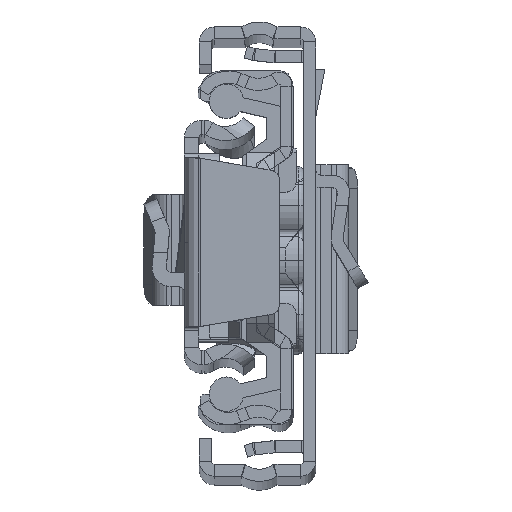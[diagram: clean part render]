
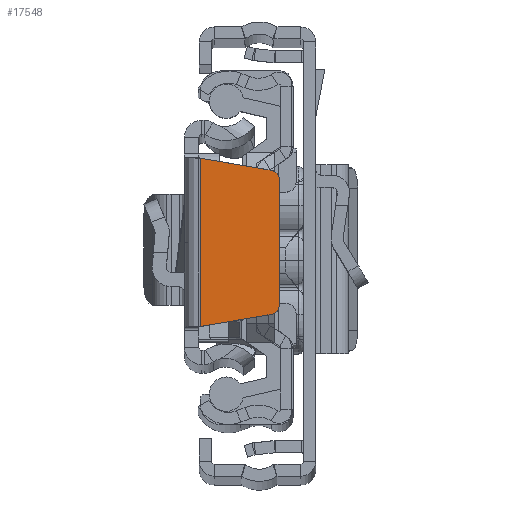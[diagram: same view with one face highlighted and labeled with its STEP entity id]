
A CAD part, top view. The second image highlights one B-rep face of the part: STEP entity #17548.
In plain terms, the highlighted planar face has unit normal (0, 0, 1).
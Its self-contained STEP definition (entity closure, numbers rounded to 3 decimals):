
#1777 = ORIENTED_EDGE ( 'NONE', *, *, #18697, .T. ) ;
#1840 = EDGE_CURVE ( 'NONE', #21075, #8656, #19791, .T. ) ;
#2796 = VECTOR ( 'NONE', #11709, 1000. ) ;
#3902 = PLANE ( 'NONE',  #8717 ) ;
#4420 = ORIENTED_EDGE ( 'NONE', *, *, #7361, .T. ) ;
#4775 = DIRECTION ( 'NONE',  ( 0., 0., 1. ) ) ;
#5417 = CARTESIAN_POINT ( 'NONE',  ( 1.6, -8.333, 0. ) ) ;
#6231 = EDGE_CURVE ( 'NONE', #8656, #17052, #12125, .T. ) ;
#6284 = CARTESIAN_POINT ( 'NONE',  ( 9.4, -6.156, 0. ) ) ;
#7091 = DIRECTION ( 'NONE',  ( 0., 0., -1. ) ) ;
#7128 = CARTESIAN_POINT ( 'NONE',  ( 8.4, -6.156, 0. ) ) ;
#7361 = EDGE_CURVE ( 'NONE', #13360, #13226, #12181, .T. ) ;
#7877 = VECTOR ( 'NONE', #13967, 1000. ) ;
#8547 = CARTESIAN_POINT ( 'NONE',  ( 1.6, 8.333, 0. ) ) ;
#8656 = VERTEX_POINT ( 'NONE', #14798 ) ;
#8717 = AXIS2_PLACEMENT_3D ( 'NONE', #16964, #7091, #12150 ) ;
#9207 = ORIENTED_EDGE ( 'NONE', *, *, #10567, .T. ) ;
#9278 = AXIS2_PLACEMENT_3D ( 'NONE', #11705, #4775, #9950 ) ;
#9676 = DIRECTION ( 'NONE',  ( 0.986, 0.168, 0. ) ) ;
#9950 = DIRECTION ( 'NONE',  ( 1., 0., 0. ) ) ;
#10498 = CARTESIAN_POINT ( 'NONE',  ( 1.6, -8.333, 0. ) ) ;
#10567 = EDGE_CURVE ( 'NONE', #13226, #21075, #17242, .T. ) ;
#10821 = EDGE_CURVE ( 'NONE', #20553, #13360, #21600, .T. ) ;
#11088 = ORIENTED_EDGE ( 'NONE', *, *, #1840, .T. ) ;
#11315 = CARTESIAN_POINT ( 'NONE',  ( 9.4, 6.156, 0. ) ) ;
#11705 = CARTESIAN_POINT ( 'NONE',  ( 8.4, 6.156, 0. ) ) ;
#11709 = DIRECTION ( 'NONE',  ( 0., 1., 0. ) ) ;
#12125 = CIRCLE ( 'NONE', #13536, 1. ) ;
#12150 = DIRECTION ( 'NONE',  ( 1., 0., 0. ) ) ;
#12181 = LINE ( 'NONE', #18872, #16961 ) ;
#13226 = VERTEX_POINT ( 'NONE', #8547 ) ;
#13233 = LINE ( 'NONE', #16625, #2796 ) ;
#13360 = VERTEX_POINT ( 'NONE', #21069 ) ;
#13536 = AXIS2_PLACEMENT_3D ( 'NONE', #7128, #13835, #17209 ) ;
#13835 = DIRECTION ( 'NONE',  ( 0., 0., 1. ) ) ;
#13967 = DIRECTION ( 'NONE',  ( 0., -1., 0. ) ) ;
#14798 = CARTESIAN_POINT ( 'NONE',  ( 8.568, -7.142, 0. ) ) ;
#15326 = ORIENTED_EDGE ( 'NONE', *, *, #6231, .T. ) ;
#15407 = EDGE_LOOP ( 'NONE', ( #9207, #11088, #15326, #1777, #16380, #4420 ) ) ;
#16380 = ORIENTED_EDGE ( 'NONE', *, *, #10821, .T. ) ;
#16625 = CARTESIAN_POINT ( 'NONE',  ( 9.4, 6.156, 0. ) ) ;
#16961 = VECTOR ( 'NONE', #18764, 1000. ) ;
#16964 = CARTESIAN_POINT ( 'NONE',  ( 8.4, 6.156, 0. ) ) ;
#17052 = VERTEX_POINT ( 'NONE', #6284 ) ;
#17209 = DIRECTION ( 'NONE',  ( 1., 0., 0. ) ) ;
#17242 = LINE ( 'NONE', #5417, #7877 ) ;
#17548 = ADVANCED_FACE ( 'NONE', ( #20294 ), #3902, .F. ) ;
#17929 = VECTOR ( 'NONE', #9676, 1000. ) ;
#18697 = EDGE_CURVE ( 'NONE', #17052, #20553, #13233, .T. ) ;
#18764 = DIRECTION ( 'NONE',  ( -0.986, 0.168, 0. ) ) ;
#18872 = CARTESIAN_POINT ( 'NONE',  ( 1.5, 8.35, 0. ) ) ;
#19791 = LINE ( 'NONE', #20237, #17929 ) ;
#20237 = CARTESIAN_POINT ( 'NONE',  ( 8.568, -7.142, 0. ) ) ;
#20294 = FACE_OUTER_BOUND ( 'NONE', #15407, .T. ) ;
#20553 = VERTEX_POINT ( 'NONE', #11315 ) ;
#21069 = CARTESIAN_POINT ( 'NONE',  ( 8.568, 7.142, 0. ) ) ;
#21075 = VERTEX_POINT ( 'NONE', #10498 ) ;
#21600 = CIRCLE ( 'NONE', #9278, 1. ) ;
